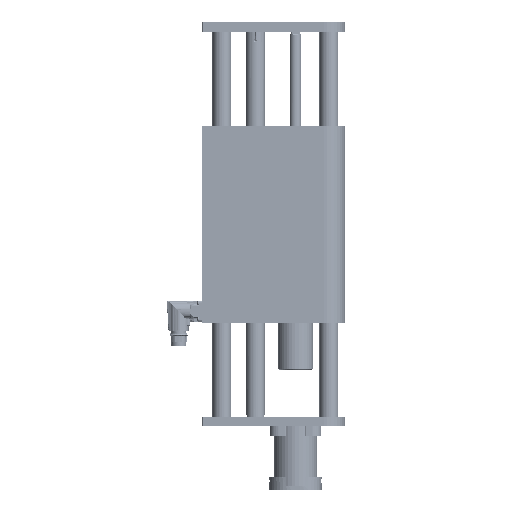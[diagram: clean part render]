
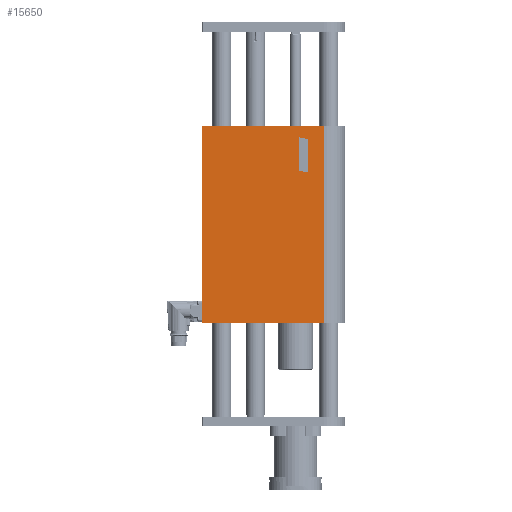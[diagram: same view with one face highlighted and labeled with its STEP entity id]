
A CAD part, left-side view. The second image highlights one B-rep face of the part: STEP entity #15650.
In plain terms, the highlighted planar face has unit normal (-1, 0, 0).
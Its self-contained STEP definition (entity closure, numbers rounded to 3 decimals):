
#132 = FACE_BOUND ( 'NONE', #36881, .T. ) ;
#2762 = VECTOR ( 'NONE', #44782, 1000. ) ;
#3091 = DIRECTION ( 'NONE',  ( 0., -0.978, -0.208 ) ) ;
#5904 = VERTEX_POINT ( 'NONE', #138139 ) ;
#6415 = AXIS2_PLACEMENT_3D ( 'NONE', #119614, #130955, #33904 ) ;
#6898 = VERTEX_POINT ( 'NONE', #12427 ) ;
#6921 = EDGE_CURVE ( 'NONE', #88681, #101547, #32914, .T. ) ;
#7314 = EDGE_CURVE ( 'NONE', #13977, #22415, #135362, .T. ) ;
#12427 = CARTESIAN_POINT ( 'NONE',  ( -22.5, -71.5, 103. ) ) ;
#13977 = VERTEX_POINT ( 'NONE', #109977 ) ;
#15650 = ADVANCED_FACE ( 'NONE', ( #87025, #132 ), #21938, .T. ) ;
#20275 = VECTOR ( 'NONE', #119291, 1000. ) ;
#21938 = PLANE ( 'NONE',  #6415 ) ;
#22415 = VERTEX_POINT ( 'NONE', #44087 ) ;
#23680 = VECTOR ( 'NONE', #134556, 1000. ) ;
#29063 = CARTESIAN_POINT ( 'NONE',  ( -22.5, -71.5, -103. ) ) ;
#32218 = CARTESIAN_POINT ( 'NONE',  ( -22.5, -13.398, 62.961 ) ) ;
#32914 = LINE ( 'NONE', #32218, #20275 ) ;
#33904 = DIRECTION ( 'NONE',  ( 0., -1., 0. ) ) ;
#34246 = DIRECTION ( 'NONE',  ( 0., 0., -1. ) ) ;
#34725 = CARTESIAN_POINT ( 'NONE',  ( -22.5, 57., -103. ) ) ;
#34842 = DIRECTION ( 'NONE',  ( 0., 0., -1. ) ) ;
#36826 = LINE ( 'NONE', #34725, #23680 ) ;
#36881 = EDGE_LOOP ( 'NONE', ( #94033, #45606, #50513, #126581 ) ) ;
#38532 = CARTESIAN_POINT ( 'NONE',  ( -22.5, -71.5, -103. ) ) ;
#42355 = EDGE_CURVE ( 'NONE', #71591, #6898, #50199, .T. ) ;
#44087 = CARTESIAN_POINT ( 'NONE',  ( -22.5, -55.043, 88.89 ) ) ;
#44782 = DIRECTION ( 'NONE',  ( 0., -1., 0. ) ) ;
#45606 = ORIENTED_EDGE ( 'NONE', *, *, #96211, .T. ) ;
#47345 = VECTOR ( 'NONE', #3091, 1000. ) ;
#50199 = LINE ( 'NONE', #29063, #65771 ) ;
#50513 = ORIENTED_EDGE ( 'NONE', *, *, #6921, .T. ) ;
#52750 = DIRECTION ( 'NONE',  ( 0., 0., 1. ) ) ;
#56676 = EDGE_CURVE ( 'NONE', #85596, #5904, #119244, .T. ) ;
#58575 = CARTESIAN_POINT ( 'NONE',  ( -22.5, -46.059, 56.01 ) ) ;
#59170 = VECTOR ( 'NONE', #52750, 1000. ) ;
#62000 = LINE ( 'NONE', #72688, #59170 ) ;
#62608 = ORIENTED_EDGE ( 'NONE', *, *, #137809, .F. ) ;
#63300 = LINE ( 'NONE', #106517, #2762 ) ;
#65771 = VECTOR ( 'NONE', #83517, 1000. ) ;
#71591 = VERTEX_POINT ( 'NONE', #38532 ) ;
#72688 = CARTESIAN_POINT ( 'NONE',  ( -22.5, -46.059, 0. ) ) ;
#83517 = DIRECTION ( 'NONE',  ( 0., 0., 1. ) ) ;
#85596 = VERTEX_POINT ( 'NONE', #88232 ) ;
#87025 = FACE_OUTER_BOUND ( 'NONE', #100853, .T. ) ;
#88232 = CARTESIAN_POINT ( 'NONE',  ( -22.5, 55.5, 103. ) ) ;
#88681 = VERTEX_POINT ( 'NONE', #95339 ) ;
#91919 = EDGE_CURVE ( 'NONE', #101547, #13977, #62000, .T. ) ;
#92571 = ORIENTED_EDGE ( 'NONE', *, *, #114332, .T. ) ;
#94033 = ORIENTED_EDGE ( 'NONE', *, *, #7314, .T. ) ;
#95339 = CARTESIAN_POINT ( 'NONE',  ( -22.5, -55.043, 54.099 ) ) ;
#96211 = EDGE_CURVE ( 'NONE', #22415, #88681, #99322, .T. ) ;
#99322 = LINE ( 'NONE', #111991, #118298 ) ;
#100853 = EDGE_LOOP ( 'NONE', ( #62608, #124826, #92571, #101999 ) ) ;
#101547 = VERTEX_POINT ( 'NONE', #58575 ) ;
#101999 = ORIENTED_EDGE ( 'NONE', *, *, #42355, .T. ) ;
#106517 = CARTESIAN_POINT ( 'NONE',  ( -22.5, 57., 103. ) ) ;
#109977 = CARTESIAN_POINT ( 'NONE',  ( -22.5, -46.059, 90.803 ) ) ;
#111991 = CARTESIAN_POINT ( 'NONE',  ( -22.5, -55.043, 0. ) ) ;
#114332 = EDGE_CURVE ( 'NONE', #5904, #71591, #36826, .T. ) ;
#118298 = VECTOR ( 'NONE', #34842, 1000. ) ;
#119244 = LINE ( 'NONE', #131284, #130482 ) ;
#119291 = DIRECTION ( 'NONE',  ( 0., 0.978, 0.208 ) ) ;
#119614 = CARTESIAN_POINT ( 'NONE',  ( -22.5, 57., -103. ) ) ;
#122648 = CARTESIAN_POINT ( 'NONE',  ( -22.5, -20.493, 96.247 ) ) ;
#124826 = ORIENTED_EDGE ( 'NONE', *, *, #56676, .T. ) ;
#126581 = ORIENTED_EDGE ( 'NONE', *, *, #91919, .T. ) ;
#130482 = VECTOR ( 'NONE', #34246, 1000. ) ;
#130955 = DIRECTION ( 'NONE',  ( -1., 0., 0. ) ) ;
#131284 = CARTESIAN_POINT ( 'NONE',  ( -22.5, 55.5, -103. ) ) ;
#134556 = DIRECTION ( 'NONE',  ( 0., -1., 0. ) ) ;
#135362 = LINE ( 'NONE', #122648, #47345 ) ;
#137809 = EDGE_CURVE ( 'NONE', #85596, #6898, #63300, .T. ) ;
#138139 = CARTESIAN_POINT ( 'NONE',  ( -22.5, 55.5, -103. ) ) ;
